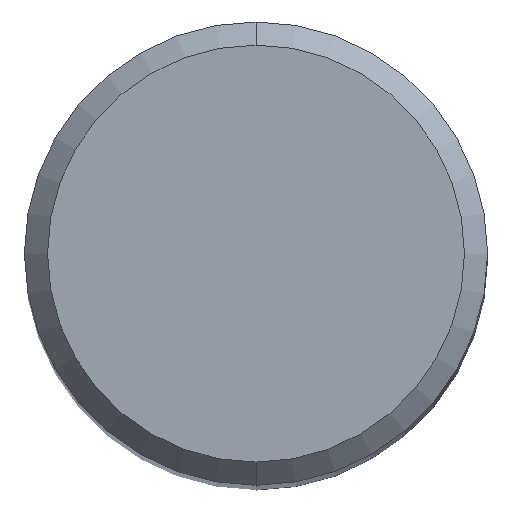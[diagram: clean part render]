
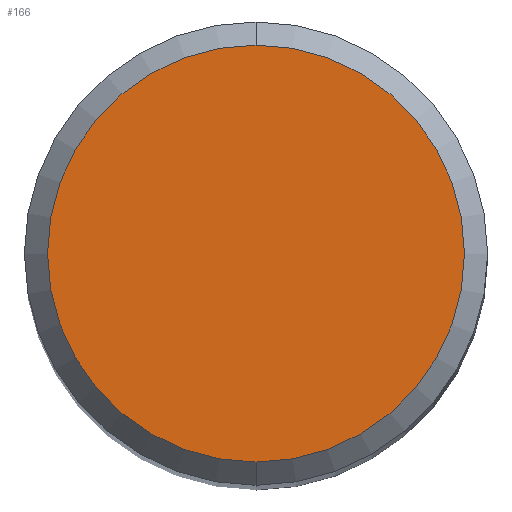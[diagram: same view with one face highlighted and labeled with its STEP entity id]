
A CAD part, top view. The second image highlights one B-rep face of the part: STEP entity #166.
In plain terms, the highlighted planar face has unit normal (0, 0, 1).
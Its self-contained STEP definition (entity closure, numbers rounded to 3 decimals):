
#150=VERTEX_POINT('',#392);
#166=ADVANCED_FACE('',(#410),#411,.T.);
#202=VERTEX_POINT('',#450);
#252=EDGE_CURVE('',#150,#202,#507,.T.);
#292=EDGE_CURVE('',#202,#150,#552,.T.);
#392=CARTESIAN_POINT('',(0.,-7.2,0.0));
#410=FACE_OUTER_BOUND('',#681,.T.);
#411=PLANE('',#682);
#450=CARTESIAN_POINT('',(0.0,7.2,0.0));
#507=CIRCLE('',#810,7.2);
#552=CIRCLE('',#869,7.2);
#681=EDGE_LOOP('',(#1004,#1005));
#682=AXIS2_PLACEMENT_3D('',#1006,#1007,#1008);
#810=AXIS2_PLACEMENT_3D('',#1123,#1124,#1125);
#869=AXIS2_PLACEMENT_3D('',#1177,#1178,#1179);
#1004=ORIENTED_EDGE('',*,*,#292,.F.);
#1005=ORIENTED_EDGE('',*,*,#252,.F.);
#1006=CARTESIAN_POINT('',(0.0,3.6,0.0));
#1007=DIRECTION('',(-0.0,0.0,1.0));
#1008=DIRECTION('',(0.0,-1.0,0.0));
#1123=CARTESIAN_POINT('',(0.0,0.0,0.0));
#1124=DIRECTION('',(0.0,0.0,-1.0));
#1125=DIRECTION('',(0.0,1.0,0.0));
#1177=CARTESIAN_POINT('',(0.0,0.0,0.0));
#1178=DIRECTION('',(0.0,0.0,-1.0));
#1179=DIRECTION('',(0.0,1.0,0.0));
